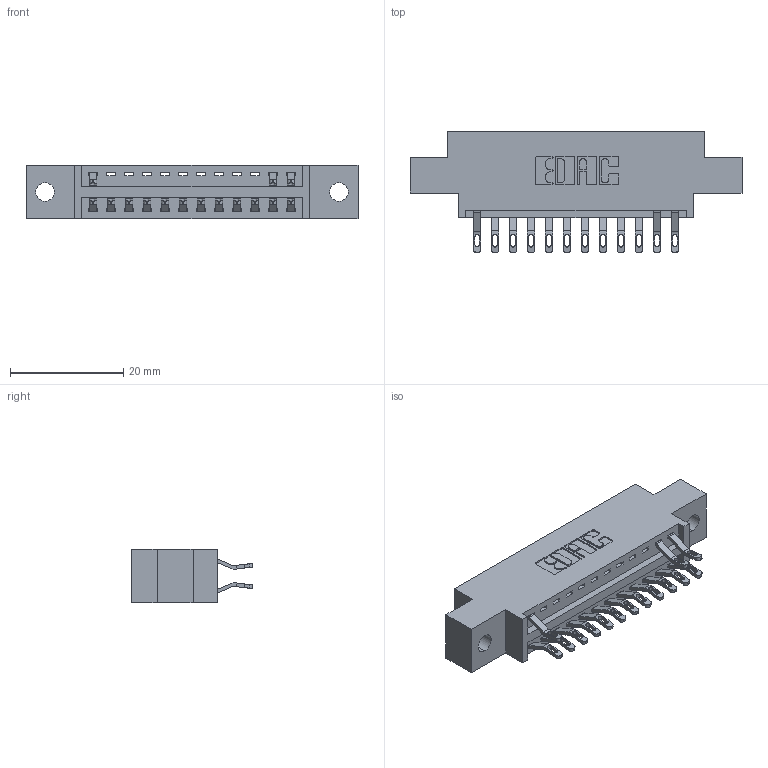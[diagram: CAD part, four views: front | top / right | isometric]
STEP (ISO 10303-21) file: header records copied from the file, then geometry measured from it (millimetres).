
FILE_DESCRIPTION (( 'STEP AP203' ), '1' );
FILE_NAME ('346-024-555-802.STEP', '2018-08-21T04:08:37', ( '' ), ( '' ), 'SwSTEP 2.0', 'SolidWorks 2016', '' );
FILE_SCHEMA (( 'CONFIG_CONTROL_DESIGN' ));
Length unit declared in the file: inch
Products named in the file (3): 346 Part_0.170 Offset - 0.128 Dia; 345-292-001_555 Tail; 346-024-555-802
Assembly tree (16 placements, depth 2):
  346-024-555-802
    346 Part_0.170 Offset - 0.128 Dia
    345-292-001_555 Tail  x15
Bounding box: 58.67 x 21.46 x 9.4 mm (x, y, z)
Volume: 5259.7 mm3; surface area: 6356.6 mm2
Topology: 16 solids, 16 shells, 1050 faces, 3275 edges, 2182 vertices
Faces by surface type: plane 620, cylinder 430
Entity records: 12043 total; most frequent: CARTESIAN_POINT 2101, ORIENTED_EDGE 2014, DIRECTION 1861, EDGE_CURVE 1007, LINE 807, VECTOR 807, VERTEX_POINT 670, AXIS2_PLACEMENT_3D 527
